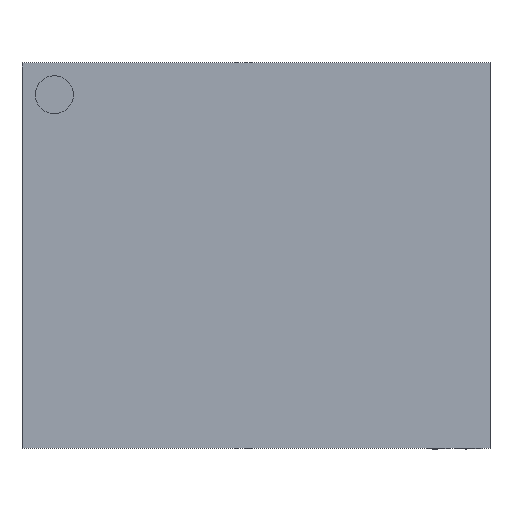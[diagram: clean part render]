
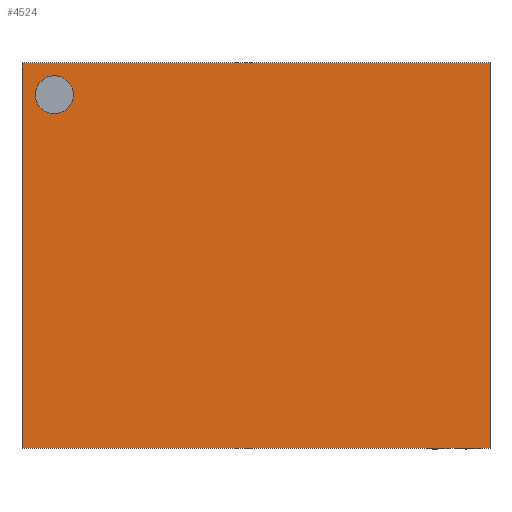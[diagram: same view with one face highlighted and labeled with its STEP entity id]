
A CAD part, top view. The second image highlights one B-rep face of the part: STEP entity #4524.
In plain terms, the highlighted planar face has unit normal (0, 0, 1).
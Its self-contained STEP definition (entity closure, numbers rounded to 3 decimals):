
#374 = EDGE_CURVE ( 'NONE', #7489, #2291, #1265, .T. ) ;
#824 = CARTESIAN_POINT ( 'NONE',  ( -3.317, 2.923, 0.88 ) ) ;
#1170 = DIRECTION ( 'NONE',  ( 0., -1., 0. ) ) ;
#1265 = CIRCLE ( 'NONE', #6048, 0.345 ) ;
#1583 = DIRECTION ( 'NONE',  ( 1., 0., 0. ) ) ;
#1680 = CARTESIAN_POINT ( 'NONE',  ( 4.25, 3.5, 0.88 ) ) ;
#1751 = DIRECTION ( 'NONE',  ( 1., 0., 0. ) ) ;
#1880 = DIRECTION ( 'NONE',  ( 0., 0., 1. ) ) ;
#1893 = EDGE_CURVE ( 'NONE', #6974, #6644, #7349, .T. ) ;
#1942 = VECTOR ( 'NONE', #1751, 1000. ) ;
#2000 = EDGE_CURVE ( 'NONE', #2853, #10281, #8147, .T. ) ;
#2291 = VERTEX_POINT ( 'NONE', #2447 ) ;
#2439 = DIRECTION ( 'NONE',  ( 1., 0., 0. ) ) ;
#2447 = CARTESIAN_POINT ( 'NONE',  ( -4.007, 2.923, 0.88 ) ) ;
#2790 = VECTOR ( 'NONE', #1170, 1000. ) ;
#2853 = VERTEX_POINT ( 'NONE', #7681 ) ;
#3118 = ORIENTED_EDGE ( 'NONE', *, *, #8184, .T. ) ;
#3340 = ORIENTED_EDGE ( 'NONE', *, *, #2000, .T. ) ;
#3400 = FACE_BOUND ( 'NONE', #11999, .T. ) ;
#4524 = ADVANCED_FACE ( 'NONE', ( #3400, #7498 ), #11729, .T. ) ;
#4715 = AXIS2_PLACEMENT_3D ( 'NONE', #5610, #7647, #1583 ) ;
#4957 = AXIS2_PLACEMENT_3D ( 'NONE', #10635, #5486, #2439 ) ;
#5214 = EDGE_LOOP ( 'NONE', ( #7474, #3118, #3340, #10035 ) ) ;
#5388 = CARTESIAN_POINT ( 'NONE',  ( 4.25, 3.5, 0.88 ) ) ;
#5486 = DIRECTION ( 'NONE',  ( 0., 0., 1. ) ) ;
#5610 = CARTESIAN_POINT ( 'NONE',  ( 0., 0., 0.88 ) ) ;
#5802 = CIRCLE ( 'NONE', #4957, 0.345 ) ;
#5838 = DIRECTION ( 'NONE',  ( -1., 0., 0. ) ) ;
#6048 = AXIS2_PLACEMENT_3D ( 'NONE', #9975, #1880, #9213 ) ;
#6644 = VERTEX_POINT ( 'NONE', #10150 ) ;
#6974 = VERTEX_POINT ( 'NONE', #11623 ) ;
#7349 = LINE ( 'NONE', #9327, #2790 ) ;
#7474 = ORIENTED_EDGE ( 'NONE', *, *, #1893, .T. ) ;
#7489 = VERTEX_POINT ( 'NONE', #824 ) ;
#7498 = FACE_OUTER_BOUND ( 'NONE', #5214, .T. ) ;
#7632 = EDGE_CURVE ( 'NONE', #2291, #7489, #5802, .T. ) ;
#7647 = DIRECTION ( 'NONE',  ( 0., 0., 1. ) ) ;
#7681 = CARTESIAN_POINT ( 'NONE',  ( 4.25, -3.5, 0.88 ) ) ;
#7759 = VECTOR ( 'NONE', #13296, 1000. ) ;
#8147 = LINE ( 'NONE', #8952, #7759 ) ;
#8184 = EDGE_CURVE ( 'NONE', #6644, #2853, #11056, .T. ) ;
#8428 = ORIENTED_EDGE ( 'NONE', *, *, #7632, .F. ) ;
#8943 = LINE ( 'NONE', #1680, #11670 ) ;
#8952 = CARTESIAN_POINT ( 'NONE',  ( 4.25, -3.5, 0.88 ) ) ;
#9211 = CARTESIAN_POINT ( 'NONE',  ( 4.25, -3.5, 0.88 ) ) ;
#9213 = DIRECTION ( 'NONE',  ( 1., 0., 0. ) ) ;
#9327 = CARTESIAN_POINT ( 'NONE',  ( -4.25, -3.5, 0.88 ) ) ;
#9965 = ORIENTED_EDGE ( 'NONE', *, *, #374, .F. ) ;
#9975 = CARTESIAN_POINT ( 'NONE',  ( -3.662, 2.923, 0.88 ) ) ;
#10035 = ORIENTED_EDGE ( 'NONE', *, *, #10436, .T. ) ;
#10150 = CARTESIAN_POINT ( 'NONE',  ( -4.25, -3.5, 0.88 ) ) ;
#10281 = VERTEX_POINT ( 'NONE', #5388 ) ;
#10436 = EDGE_CURVE ( 'NONE', #10281, #6974, #8943, .T. ) ;
#10635 = CARTESIAN_POINT ( 'NONE',  ( -3.662, 2.923, 0.88 ) ) ;
#11056 = LINE ( 'NONE', #9211, #1942 ) ;
#11623 = CARTESIAN_POINT ( 'NONE',  ( -4.25, 3.5, 0.88 ) ) ;
#11670 = VECTOR ( 'NONE', #5838, 1000. ) ;
#11729 = PLANE ( 'NONE',  #4715 ) ;
#11999 = EDGE_LOOP ( 'NONE', ( #9965, #8428 ) ) ;
#13296 = DIRECTION ( 'NONE',  ( 0., 1., 0. ) ) ;
